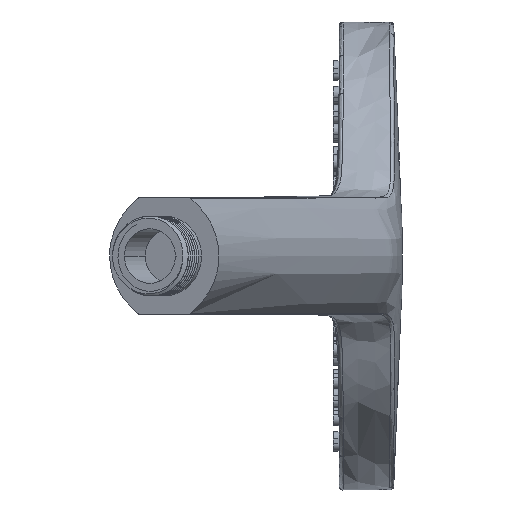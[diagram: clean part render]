
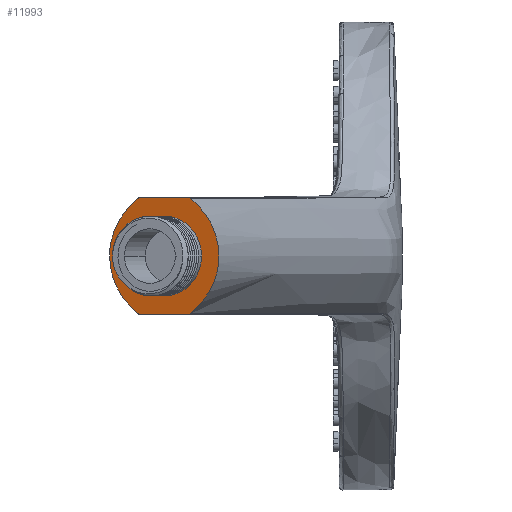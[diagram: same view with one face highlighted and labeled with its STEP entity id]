
A CAD part, left-side view. The second image highlights one B-rep face of the part: STEP entity #11993.
In plain terms, the highlighted planar face has unit normal (-0.934, 0.358, 0).
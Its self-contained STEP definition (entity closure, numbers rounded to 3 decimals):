
#72 = CARTESIAN_POINT ( 'NONE',  ( -197.382, 45.616, -15. ) ) ;
#119 = CARTESIAN_POINT ( 'NONE',  ( -192.535, 58.242, -15. ) ) ;
#131 = EDGE_CURVE ( 'NONE', #5089, #20282, #13129, .T. ) ;
#454 = EDGE_CURVE ( 'NONE', #19253, #5692, #1703, .T. ) ;
#547 = CARTESIAN_POINT ( 'NONE',  ( -195., 51.822, 0. ) ) ;
#1272 = CARTESIAN_POINT ( 'NONE',  ( -197.382, 45.616, -15. ) ) ;
#1371 = VECTOR ( 'NONE', #20482, 1000. ) ;
#1685 = ORIENTED_EDGE ( 'NONE', *, *, #10379, .T. ) ;
#1703 = B_SPLINE_CURVE_WITH_KNOTS ( 'NONE', 3,
 ( #10267, #17187, #8762, #20859 ),
 .UNSPECIFIED., .F., .F.,
 ( 4, 4 ),
 ( 0., 0.001 ),
 .UNSPECIFIED. ) ;
#1943 = CARTESIAN_POINT ( 'NONE',  ( -192.618, 58.027, -15. ) ) ;
#1972 = CARTESIAN_POINT ( 'NONE',  ( -189.624, 65.825, 0. ) ) ;
#1978 = CARTESIAN_POINT ( 'NONE',  ( -200.376, 37.818, 0. ) ) ;
#2242 = ORIENTED_EDGE ( 'NONE', *, *, #18129, .F. ) ;
#2311 = FACE_BOUND ( 'NONE', #10269, .T. ) ;
#2531 = B_SPLINE_CURVE_WITH_KNOTS ( 'NONE', 2,
 ( #8716, #5389, #1972 ),
 .UNSPECIFIED., .F., .F.,
 ( 3, 3 ),
 ( 0.009, 0.5 ),
 .UNSPECIFIED. ) ;
#2548 = CARTESIAN_POINT ( 'NONE',  ( -189.624, 65.825, 0. ) ) ;
#3030 = CARTESIAN_POINT ( 'NONE',  ( -200.376, 37.818, 8.472 ) ) ;
#3246 = CARTESIAN_POINT ( 'NONE',  ( -192.391, 58.618, 14.775 ) ) ;
#3526 = EDGE_CURVE ( 'NONE', #12856, #16667, #10701, .T. ) ;
#4344 = B_SPLINE_CURVE_WITH_KNOTS ( 'NONE', 2,
 ( #21994, #3030, #11353 ),
 .UNSPECIFIED., .F., .F.,
 ( 3, 3 ),
 ( 0., 0.491 ),
 .UNSPECIFIED. ) ;
#4372 = CARTESIAN_POINT ( 'NONE',  ( -192.391, 58.618, -14.775 ) ) ;
#4836 = CARTESIAN_POINT ( 'NONE',  ( -197.609, 45.026, 14.775 ) ) ;
#5089 = VERTEX_POINT ( 'NONE', #19645 ) ;
#5307 = B_SPLINE_CURVE_WITH_KNOTS ( 'NONE', 3,
 ( #20884, #6946, #7286, #21122 ),
 .UNSPECIFIED., .F., .F.,
 ( 4, 4 ),
 ( 0., 0.001 ),
 .UNSPECIFIED. ) ;
#5389 = CARTESIAN_POINT ( 'NONE',  ( -189.624, 65.825, 8.472 ) ) ;
#5421 = EDGE_LOOP ( 'NONE', ( #20499, #9552, #13752, #6561, #22399, #1685, #15487, #15600, #22518, #7601 ) ) ;
#5692 = VERTEX_POINT ( 'NONE', #9649 ) ;
#5769 = EDGE_CURVE ( 'NONE', #6748, #7991, #10757, .T. ) ;
#6561 = ORIENTED_EDGE ( 'NONE', *, *, #6898, .T. ) ;
#6748 = VERTEX_POINT ( 'NONE', #21662 ) ;
#6898 = EDGE_CURVE ( 'NONE', #16475, #6748, #10397, .T. ) ;
#6946 = CARTESIAN_POINT ( 'NONE',  ( -192.535, 58.242, 15. ) ) ;
#7286 = CARTESIAN_POINT ( 'NONE',  ( -192.455, 58.451, 14.92 ) ) ;
#7484 = DIRECTION ( 'NONE',  ( -0.934, 0.358, 0. ) ) ;
#7488 = CIRCLE ( 'NONE', #10791, 10.25 ) ;
#7601 = ORIENTED_EDGE ( 'NONE', *, *, #18351, .T. ) ;
#7991 = VERTEX_POINT ( 'NONE', #8510 ) ;
#8359 = DIRECTION ( 'NONE',  ( -0.358, -0.934, 0. ) ) ;
#8503 = CARTESIAN_POINT ( 'NONE',  ( -192.618, 58.027, -15. ) ) ;
#8510 = CARTESIAN_POINT ( 'NONE',  ( -200.376, 37.818, 0. ) ) ;
#8716 = CARTESIAN_POINT ( 'NONE',  ( -192.391, 58.618, 14.775 ) ) ;
#8762 = CARTESIAN_POINT ( 'NONE',  ( -197.465, 45.401, 15. ) ) ;
#8895 = CARTESIAN_POINT ( 'NONE',  ( -192.455, 58.451, -14.92 ) ) ;
#8987 = DIRECTION ( 'NONE',  ( -0.358, -0.934, 0. ) ) ;
#9194 = CARTESIAN_POINT ( 'NONE',  ( -197.465, 45.401, -15. ) ) ;
#9318 = VERTEX_POINT ( 'NONE', #17430 ) ;
#9552 = ORIENTED_EDGE ( 'NONE', *, *, #131, .T. ) ;
#9649 = CARTESIAN_POINT ( 'NONE',  ( -197.382, 45.616, 15. ) ) ;
#10267 = CARTESIAN_POINT ( 'NONE',  ( -197.609, 45.026, 14.775 ) ) ;
#10269 = EDGE_LOOP ( 'NONE', ( #2242, #22321 ) ) ;
#10379 = EDGE_CURVE ( 'NONE', #7991, #19253, #4344, .T. ) ;
#10397 = B_SPLINE_CURVE_WITH_KNOTS ( 'NONE', 3,
 ( #72, #9194, #15936, #10801 ),
 .UNSPECIFIED., .F., .F.,
 ( 4, 4 ),
 ( 0., 0.001 ),
 .UNSPECIFIED. ) ;
#10701 = CIRCLE ( 'NONE', #16161, 10.25 ) ;
#10757 = B_SPLINE_CURVE_WITH_KNOTS ( 'NONE', 2,
 ( #17597, #11101, #1978 ),
 .UNSPECIFIED., .F., .F.,
 ( 3, 3 ),
 ( 0.009, 0.5 ),
 .UNSPECIFIED. ) ;
#10791 = AXIS2_PLACEMENT_3D ( 'NONE', #19064, #17137, #8359 ) ;
#10801 = CARTESIAN_POINT ( 'NONE',  ( -197.609, 45.026, -14.775 ) ) ;
#11101 = CARTESIAN_POINT ( 'NONE',  ( -200.376, 37.818, -8.472 ) ) ;
#11195 = CARTESIAN_POINT ( 'NONE',  ( -192.618, 58.027, 15. ) ) ;
#11353 = CARTESIAN_POINT ( 'NONE',  ( -197.609, 45.026, 14.775 ) ) ;
#11993 = ADVANCED_FACE ( 'NONE', ( #2311, #19855 ), #18032, .F. ) ;
#12258 = LINE ( 'NONE', #19205, #1371 ) ;
#12596 = EDGE_CURVE ( 'NONE', #9318, #5089, #14249, .T. ) ;
#12818 = CARTESIAN_POINT ( 'NONE',  ( -190.341, 63.958, 8.062 ) ) ;
#12856 = VERTEX_POINT ( 'NONE', #15883 ) ;
#13129 = B_SPLINE_CURVE_WITH_KNOTS ( 'NONE', 3,
 ( #22479, #8895, #119, #1943 ),
 .UNSPECIFIED., .F., .F.,
 ( 4, 4 ),
 ( 0., 0.001 ),
 .UNSPECIFIED. ) ;
#13171 = CARTESIAN_POINT ( 'NONE',  ( -197.509, 45.287, -15. ) ) ;
#13752 = ORIENTED_EDGE ( 'NONE', *, *, #16065, .T. ) ;
#14249 = B_SPLINE_CURVE_WITH_KNOTS ( 'NONE', 2,
 ( #2548, #19981, #4372 ),
 .UNSPECIFIED., .F., .F.,
 ( 3, 3 ),
 ( 0., 0.491 ),
 .UNSPECIFIED. ) ;
#14747 = VERTEX_POINT ( 'NONE', #3246 ) ;
#15325 = VECTOR ( 'NONE', #20116, 1000. ) ;
#15487 = ORIENTED_EDGE ( 'NONE', *, *, #454, .T. ) ;
#15600 = ORIENTED_EDGE ( 'NONE', *, *, #18845, .T. ) ;
#15660 = EDGE_CURVE ( 'NONE', #20329, #14747, #5307, .T. ) ;
#15883 = CARTESIAN_POINT ( 'NONE',  ( -198.673, 42.252, 0. ) ) ;
#15936 = CARTESIAN_POINT ( 'NONE',  ( -197.545, 45.192, -14.92 ) ) ;
#16065 = EDGE_CURVE ( 'NONE', #20282, #16475, #21966, .T. ) ;
#16161 = AXIS2_PLACEMENT_3D ( 'NONE', #547, #7484, #8987 ) ;
#16475 = VERTEX_POINT ( 'NONE', #1272 ) ;
#16667 = VERTEX_POINT ( 'NONE', #21128 ) ;
#17137 = DIRECTION ( 'NONE',  ( -0.934, 0.358, 0. ) ) ;
#17187 = CARTESIAN_POINT ( 'NONE',  ( -197.545, 45.192, 14.92 ) ) ;
#17430 = CARTESIAN_POINT ( 'NONE',  ( -189.624, 65.825, 0. ) ) ;
#17597 = CARTESIAN_POINT ( 'NONE',  ( -197.609, 45.026, -14.775 ) ) ;
#18032 = PLANE ( 'NONE',  #20333 ) ;
#18129 = EDGE_CURVE ( 'NONE', #16667, #12856, #7488, .T. ) ;
#18351 = EDGE_CURVE ( 'NONE', #14747, #9318, #2531, .T. ) ;
#18845 = EDGE_CURVE ( 'NONE', #5692, #20329, #12258, .T. ) ;
#19064 = CARTESIAN_POINT ( 'NONE',  ( -195., 51.822, 0. ) ) ;
#19205 = CARTESIAN_POINT ( 'NONE',  ( -197.509, 45.287, 15. ) ) ;
#19253 = VERTEX_POINT ( 'NONE', #4836 ) ;
#19527 = DIRECTION ( 'NONE',  ( 0.934, -0.358, 0. ) ) ;
#19645 = CARTESIAN_POINT ( 'NONE',  ( -192.391, 58.618, -14.775 ) ) ;
#19755 = DIRECTION ( 'NONE',  ( 0.358, 0.934, 0. ) ) ;
#19855 = FACE_OUTER_BOUND ( 'NONE', #5421, .T. ) ;
#19981 = CARTESIAN_POINT ( 'NONE',  ( -189.624, 65.825, -8.472 ) ) ;
#20116 = DIRECTION ( 'NONE',  ( -0.358, -0.934, 0. ) ) ;
#20282 = VERTEX_POINT ( 'NONE', #8503 ) ;
#20329 = VERTEX_POINT ( 'NONE', #11195 ) ;
#20333 = AXIS2_PLACEMENT_3D ( 'NONE', #12818, #19527, #19755 ) ;
#20482 = DIRECTION ( 'NONE',  ( 0.358, 0.934, 0. ) ) ;
#20499 = ORIENTED_EDGE ( 'NONE', *, *, #12596, .T. ) ;
#20859 = CARTESIAN_POINT ( 'NONE',  ( -197.382, 45.616, 15. ) ) ;
#20884 = CARTESIAN_POINT ( 'NONE',  ( -192.618, 58.027, 15. ) ) ;
#21122 = CARTESIAN_POINT ( 'NONE',  ( -192.391, 58.618, 14.775 ) ) ;
#21128 = CARTESIAN_POINT ( 'NONE',  ( -191.327, 61.391, 0. ) ) ;
#21662 = CARTESIAN_POINT ( 'NONE',  ( -197.609, 45.026, -14.775 ) ) ;
#21966 = LINE ( 'NONE', #13171, #15325 ) ;
#21994 = CARTESIAN_POINT ( 'NONE',  ( -200.376, 37.818, 0. ) ) ;
#22321 = ORIENTED_EDGE ( 'NONE', *, *, #3526, .F. ) ;
#22399 = ORIENTED_EDGE ( 'NONE', *, *, #5769, .T. ) ;
#22479 = CARTESIAN_POINT ( 'NONE',  ( -192.391, 58.618, -14.775 ) ) ;
#22518 = ORIENTED_EDGE ( 'NONE', *, *, #15660, .T. ) ;
